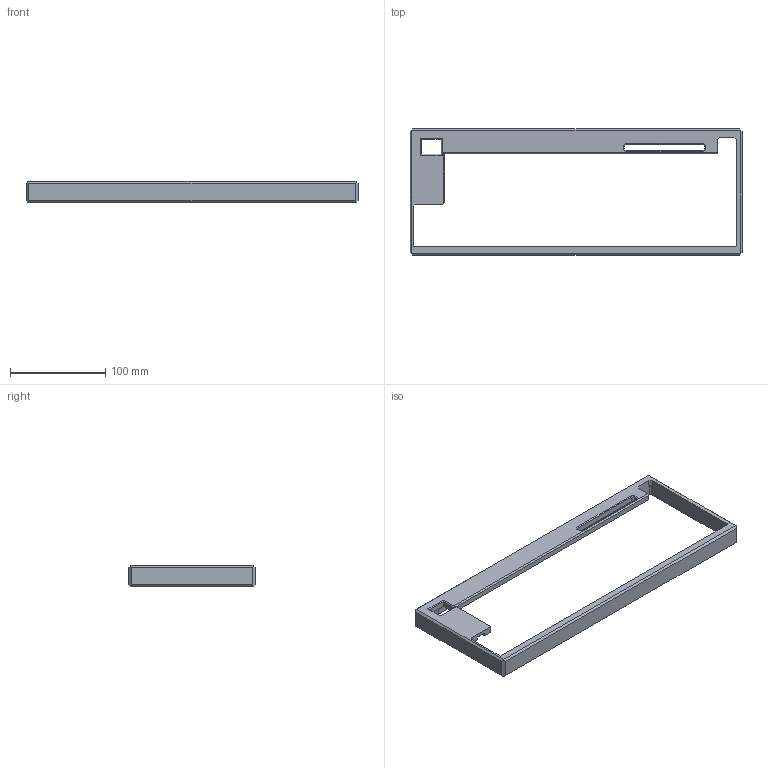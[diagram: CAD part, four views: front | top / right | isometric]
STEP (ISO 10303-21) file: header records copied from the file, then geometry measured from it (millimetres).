
FILE_DESCRIPTION(('HOOPS Exchange Step'),'2;1');
FILE_NAME('temp_export','2023-11-21T09:55:31+08:00',('zeder'),('Shapr3D Limited'),'HOOPS Exchange 2023.2','Shapr3D','Authorized');
FILE_SCHEMA( ('AUTOMOTIVE_DESIGN { 1 0 10303 214 1 1 1 1 }') );
Length unit declared in the file: millimetre
Products named in the file (1): root
Bounding box: 347.95 x 132.87 x 21.5 mm (x, y, z)
Volume: 157129.5 mm3; surface area: 67952.7 mm2
Topology: 1 solids, 1 shells, 220 faces, 610 edges, 410 vertices
Faces by surface type: plane 167, cylinder 49, bspline 2, cone 2
Full cylindrical faces by diameter (mm): 1.6 x18
Entity records: 7104 total; most frequent: CARTESIAN_POINT 1291, ORIENTED_EDGE 1220, DIRECTION 1178, EDGE_CURVE 610, VECTOR 472, LINE 472, VERTEX_POINT 410, AXIS2_PLACEMENT_3D 353
